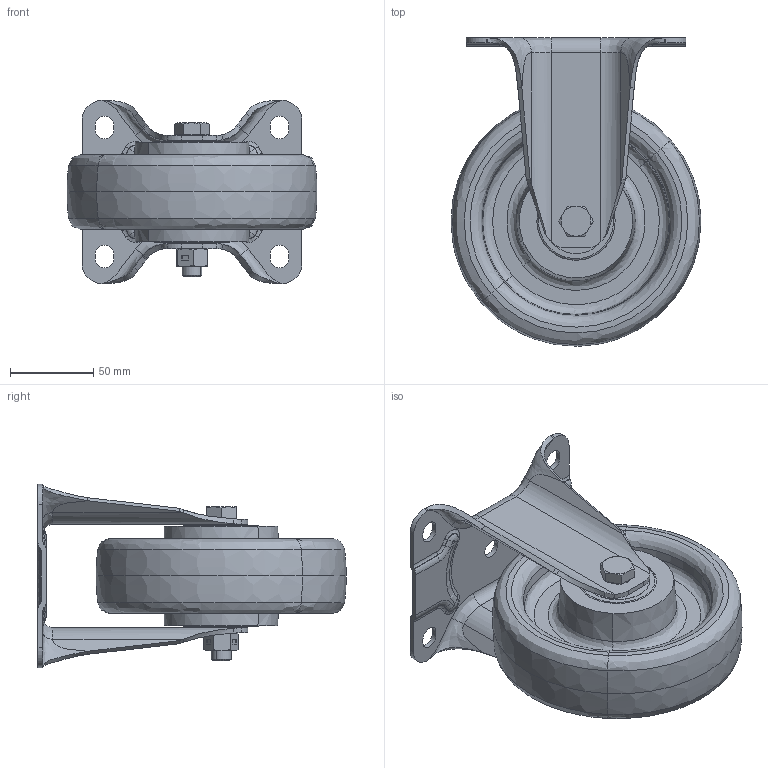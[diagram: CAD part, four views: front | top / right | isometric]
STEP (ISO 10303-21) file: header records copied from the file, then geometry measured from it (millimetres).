
FILE_DESCRIPTION (( 'STEP AP214' ), '1' );
FILE_NAME ('0056234.step', '2023-08-01T06:43:19', ( '' ), ( '' ), 'SwSTEP 2.0', 'SolidWorks 2020', '' );
FILE_SCHEMA (( 'AUTOMOTIVE_DESIGN' ));
Length unit declared in the file: millimetre
Products named in the file (1): 0056234
Bounding box: 150 x 185 x 110 mm (x, y, z)
Volume: 684056.7 mm3; surface area: 175288.4 mm2
Topology: 19 solids, 19 shells, 456 faces, 1018 edges, 606 vertices
Faces by surface type: bspline 136, plane 126, cylinder 116, torus 42, cone 36
Entity records: 29472 total; most frequent: CARTESIAN_POINT 14751, ORIENTED_EDGE 2036, DIRECTION 1868, EDGE_CURVE 1018, AXIS2_PLACEMENT_3D 751, VERTEX_POINT 606, EDGE_LOOP 506, UNCERTAINTY_MEASURE_WITH_UNIT 477
